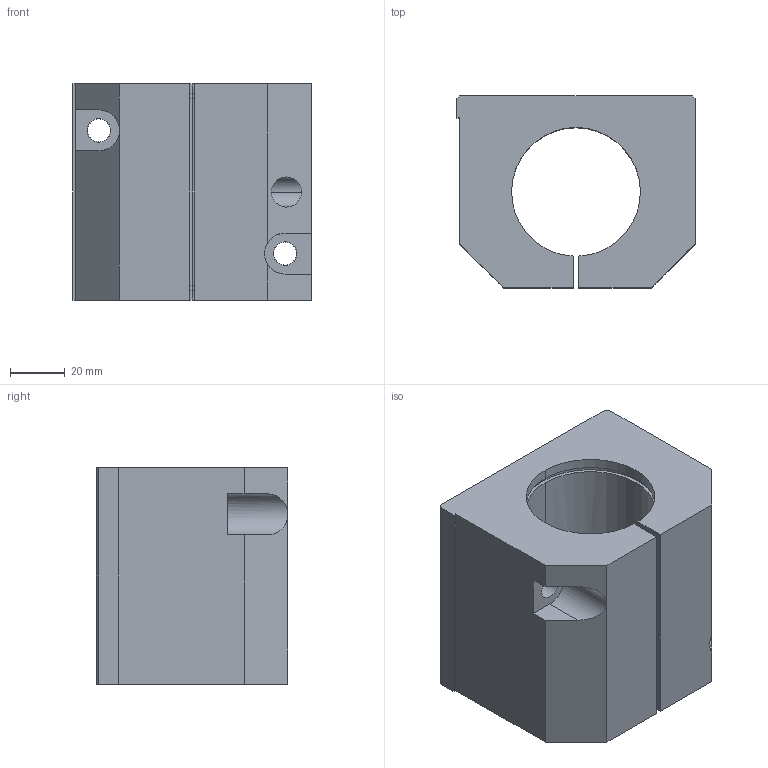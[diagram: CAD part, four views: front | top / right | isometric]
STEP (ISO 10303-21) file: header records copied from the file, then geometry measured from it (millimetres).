
FILE_DESCRIPTION( ( '' ), '1' );
FILE_NAME( 'ag_aj_30_2_03.stp', '2008-04-10T05:10:39', ( '' ), ( '' ), ' ', ' ', ' ' );
FILE_SCHEMA( ( 'CONFIG_CONTROL_DESIGN' ) );
Length unit declared in the file: millimetre
Products named in the file (1): 1
Bounding box: 87 x 70 x 79 mm (x, y, z)
Volume: 301578.6 mm3; surface area: 50051.7 mm2
Topology: 1 solids, 1 shells, 69 faces, 180 edges, 116 vertices
Faces by surface type: plane 31, cylinder 30, cone 8
Entity records: 2229 total; most frequent: CARTESIAN_POINT 422, DIRECTION 383, ORIENTED_EDGE 356, EDGE_CURVE 178, AXIS2_PLACEMENT_3D 137, VERTEX_POINT 116, LINE 109, VECTOR 109
